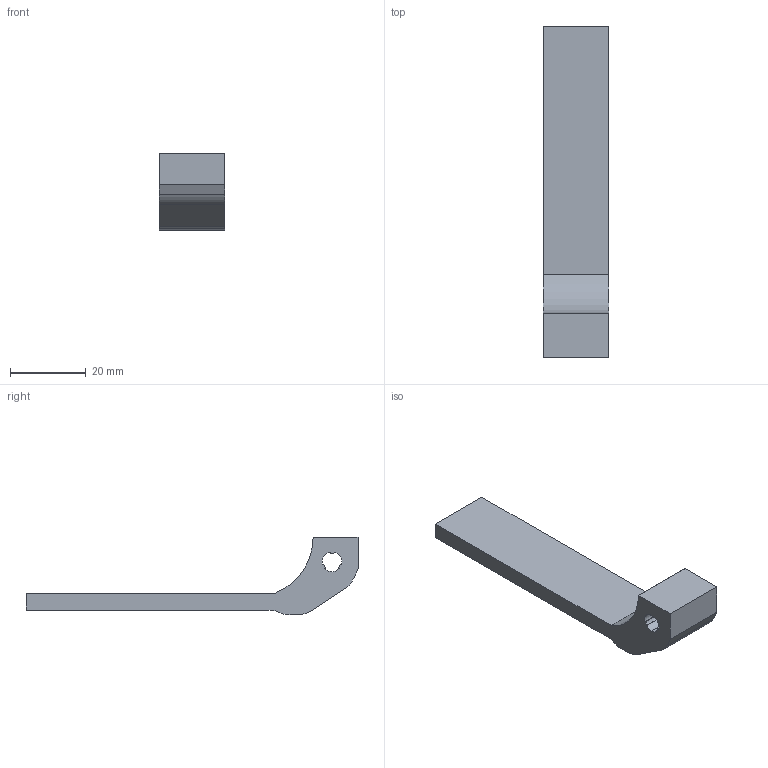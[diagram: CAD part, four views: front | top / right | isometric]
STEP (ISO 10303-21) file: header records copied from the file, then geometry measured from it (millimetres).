
FILE_DESCRIPTION(('HOOPS Exchange Step'),'2;1');
FILE_NAME('temp_export','2026-02-07T13:35:41-06:00',('mobile'),('Shapr3D Limited'),'HOOPS Exchange 2025.9','Shapr3D','Authorized');
FILE_SCHEMA( ('AP242_MANAGED_MODEL_BASED_3D_ENGINEERING_MIM_LF {1 0 10303 442 1 1 4}') );
Length unit declared in the file: millimetre
Products named in the file (4): Trigger guard; Trigger; Back; root
Assembly tree (3 placements, depth 4):
  root
    Back
      Trigger
        Trigger guard
Bounding box: 17.4 x 87.83 x 20.47 mm (x, y, z)
Volume: 9427 mm3; surface area: 4909.7 mm2
Topology: 1 solids, 1 shells, 32 faces, 90 edges, 60 vertices
Faces by surface type: cylinder 19, plane 13
Entity records: 1167 total; most frequent: DIRECTION 208, CARTESIAN_POINT 190, ORIENTED_EDGE 180, EDGE_CURVE 90, AXIS2_PLACEMENT_3D 78, VERTEX_POINT 60, VECTOR 52, LINE 52
